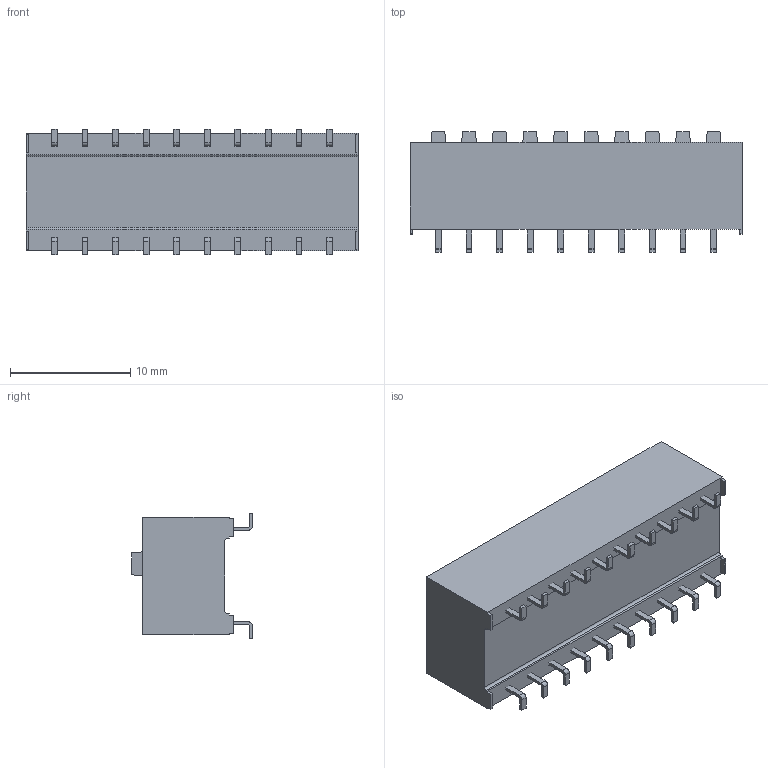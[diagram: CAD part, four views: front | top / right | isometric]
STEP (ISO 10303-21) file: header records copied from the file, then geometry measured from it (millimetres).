
FILE_DESCRIPTION (( 'STEP AP214' ), '1' );
FILE_NAME ('204-10ST.STEP', '2018-09-10T19:30:20', ( '' ), ( '' ), 'SwSTEP 2.0', 'SolidWorks 2017', '' );
FILE_SCHEMA (( 'AUTOMOTIVE_DESIGN' ));
Length unit declared in the file: millimetre
Products named in the file (1): 204-10ST
Bounding box: 27.58 x 10.01 x 10.4 mm (x, y, z)
Volume: 1902.5 mm3; surface area: 1353.2 mm2
Topology: 32 solids, 32 shells, 349 faces, 822 edges, 548 vertices
Faces by surface type: plane 307, cylinder 42
Entity records: 10193 total; most frequent: CARTESIAN_POINT 1720, ORIENTED_EDGE 1644, DIRECTION 1606, EDGE_CURVE 822, LINE 738, VECTOR 738, VERTEX_POINT 548, AXIS2_PLACEMENT_3D 434
